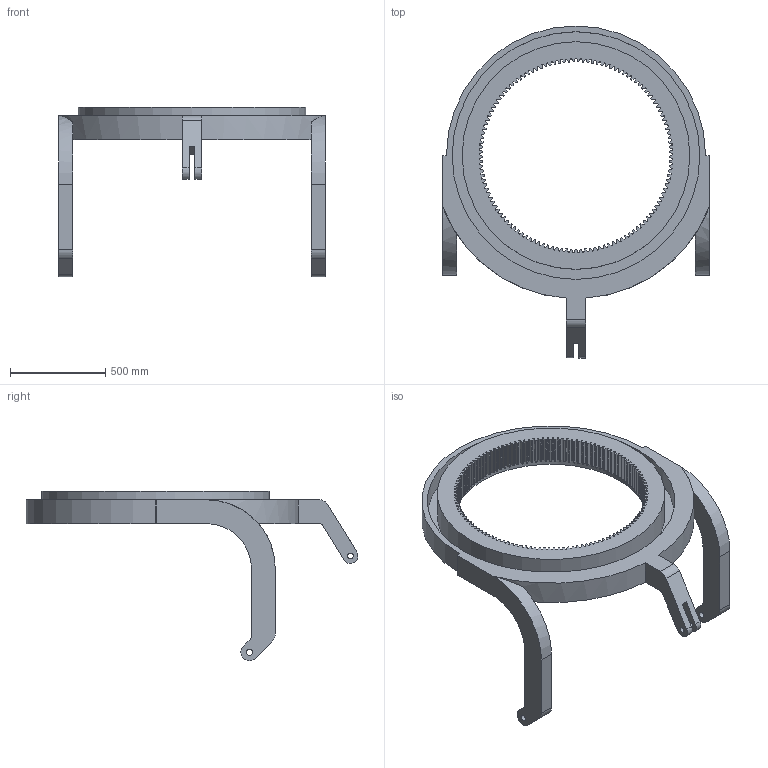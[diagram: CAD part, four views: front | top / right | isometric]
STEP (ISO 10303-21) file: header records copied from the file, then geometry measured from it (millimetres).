
FILE_DESCRIPTION(/* description */ ('','CAx-IF Rec.Pracs.---Representation and Presentation of Product Manufacturing Information (PMI)---4.0---2014-10-13'),/* implementation_level */ '2;1');
FILE_NAME(/* name */ 'CircleFrame.step',/* time_stamp */ '2024-12-18T20:32:46-05:00',/* author */ (''),/* organization */ (''),/* preprocessor_version */ 'ST-DEVELOPER v20',/* originating_system */ 'Autodesk Translation Framework v13.20.0.188',/* authorisation */ '');
FILE_SCHEMA (('AP242_MANAGED_MODEL_BASED_3D_ENGINEERING_MIM_LF { 1 0 10303 442 1 1 4 }'));
Length unit declared in the file: millimetre
Products named in the file (1): Schiebevorrichtung_Halterungskranz_1
Bounding box: 1401.04 x 1742.29 x 889.83 mm (x, y, z)
Volume: 114798494.3 mm3; surface area: 4885560 mm2
Topology: 1 solids, 1 shells, 553 faces, 1645 edges, 1096 vertices
Faces by surface type: plane 400, cylinder 153
Full cylindrical faces by diameter (mm): 30 x2, 33 x2, 1017.5 x1, 1195 x1, 1300 x1
Entity records: 18773 total; most frequent: CARTESIAN_POINT 3319, DIRECTION 3303, ORIENTED_EDGE 3290, EDGE_CURVE 1645, AXIS2_PLACEMENT_3D 1108, VERTEX_POINT 1096, LINE 1087, VECTOR 1087
